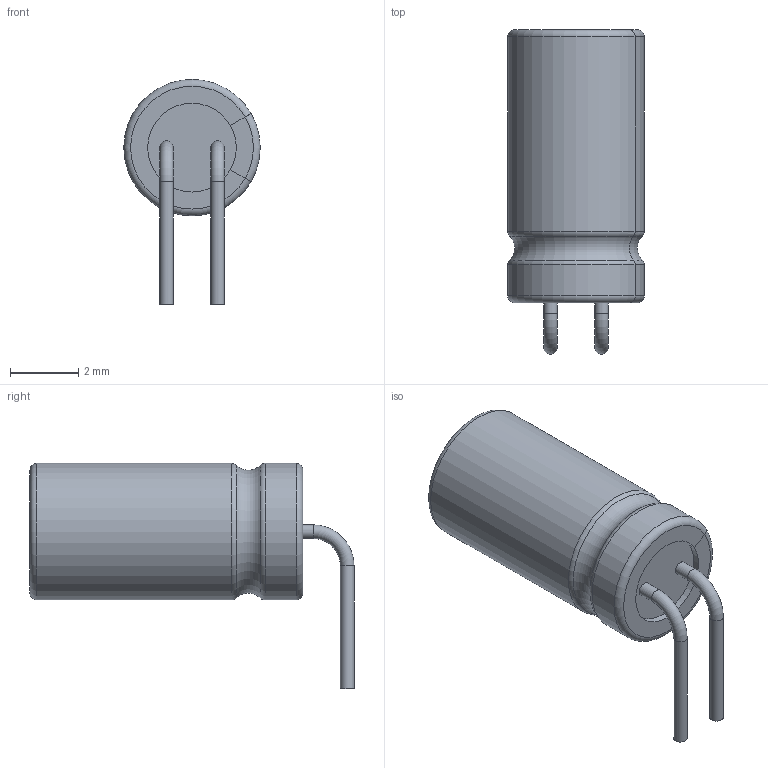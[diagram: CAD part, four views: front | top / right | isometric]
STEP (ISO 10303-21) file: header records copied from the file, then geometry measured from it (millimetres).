
FILE_DESCRIPTION(/* description */ (''),/* implementation_level */ '2;1');
FILE_NAME(/* name */ 'CP_Radial_D4mm_H8mm_P1.5mm_Laydown.step',/* time_stamp */ '2025-06-28T11:23:28+10:00',/* author */ (''),/* organization */ (''),/* preprocessor_version */ 'ST-DEVELOPER v20.1',/* originating_system */ 'Autodesk Translation Framework v14.10.0.0',/* authorisation */ '');
FILE_SCHEMA (('AUTOMOTIVE_DESIGN { 1 0 10303 214 3 1 1 }'));
Length unit declared in the file: millimetre
Products named in the file (1): CP_Radial_D4mm_H8mm_P1.5mm_Laydown
Bounding box: 4 x 9.5 x 6.6 mm (x, y, z)
Volume: 98.2 mm3; surface area: 142.6 mm2
Topology: 1 solids, 1 shells, 44 faces, 100 edges, 60 vertices
Faces by surface type: plane 20, cylinder 12, torus 12
Full cylindrical faces by diameter (mm): 0.4 x4
Entity records: 1290 total; most frequent: DIRECTION 246, CARTESIAN_POINT 205, ORIENTED_EDGE 200, AXIS2_PLACEMENT_3D 101, EDGE_CURVE 100, VERTEX_POINT 60, CIRCLE 56, EDGE_LOOP 46
